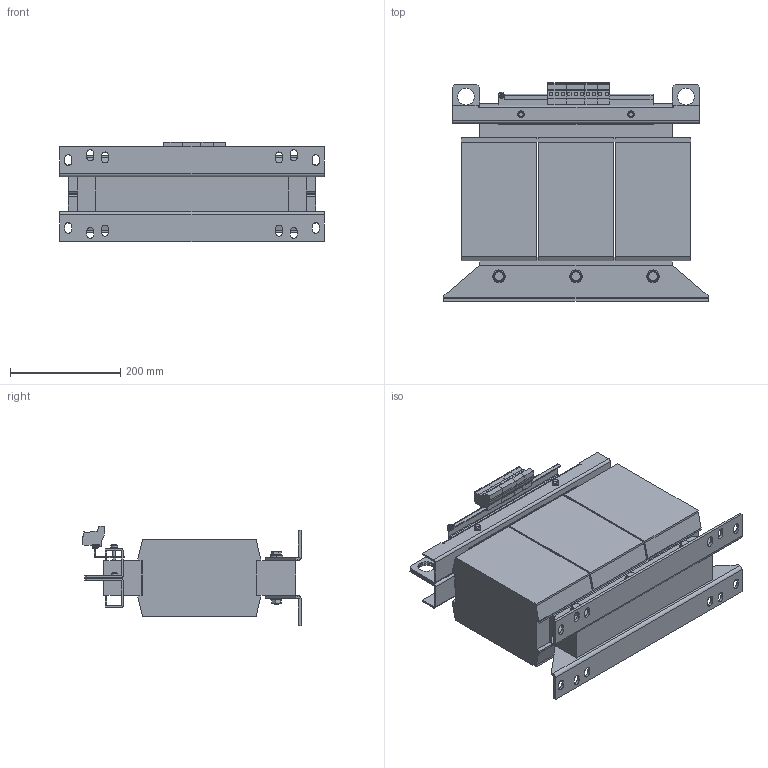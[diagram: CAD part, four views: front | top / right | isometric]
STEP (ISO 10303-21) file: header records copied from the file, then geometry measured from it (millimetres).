
FILE_DESCRIPTION (( 'STEP AP214' ), '1' );
FILE_NAME ('202103.STEP', '2020-05-28T17:52:51', ( '' ), ( '' ), 'SwSTEP 2.0', 'SolidWorks 2018', '' );
FILE_SCHEMA (( 'AUTOMOTIVE_DESIGN' ));
Length unit declared in the file: millimetre
Products named in the file (1): 202103
Bounding box: 480 x 396.65 x 180.55 mm (x, y, z)
Volume: 16217904.5 mm3; surface area: 977360.9 mm2
Topology: 1 solids, 1 shells, 842 faces, 2082 edges, 1284 vertices
Faces by surface type: plane 568, cylinder 170, cone 70, torus 26, sphere 8
Entity records: 25137 total; most frequent: CARTESIAN_POINT 4997, ORIENTED_EDGE 4160, DIRECTION 4131, EDGE_CURVE 2080, VECTOR 1427, LINE 1427, AXIS2_PLACEMENT_3D 1352, VERTEX_POINT 1284
